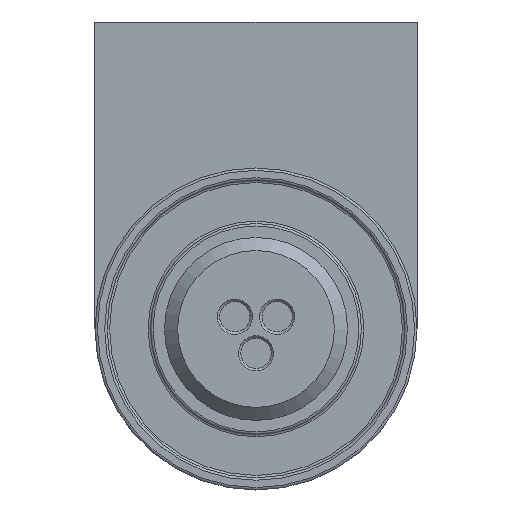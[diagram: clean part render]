
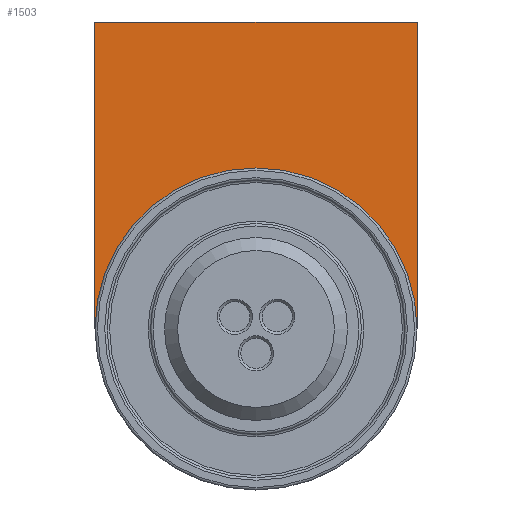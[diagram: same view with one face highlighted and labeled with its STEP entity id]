
A CAD part, front view. The second image highlights one B-rep face of the part: STEP entity #1503.
In plain terms, the highlighted planar face has unit normal (0, -1, 0).
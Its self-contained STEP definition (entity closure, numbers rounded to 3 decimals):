
#104=PLANE('',#1651);
#163=FACE_OUTER_BOUND('',#257,.T.);
#257=EDGE_LOOP('',(#1091,#1092,#1093,#1094,#1095));
#339=LINE('',#2244,#434);
#358=LINE('',#2617,#453);
#359=LINE('',#2618,#454);
#434=VECTOR('',#1869,1000.);
#453=VECTOR('',#1896,1000.);
#454=VECTOR('',#1897,1000.);
#554=CIRCLE('',#1643,8.382);
#556=CIRCLE('',#1645,8.382);
#636=VERTEX_POINT('',#2224);
#637=VERTEX_POINT('',#2226);
#640=VERTEX_POINT('',#2232);
#644=VERTEX_POINT('',#2241);
#645=VERTEX_POINT('',#2243);
#796=EDGE_CURVE('',#637,#636,#554,.T.);
#800=EDGE_CURVE('',#636,#640,#556,.T.);
#804=EDGE_CURVE('',#644,#645,#339,.T.);
#845=EDGE_CURVE('',#644,#637,#358,.T.);
#846=EDGE_CURVE('',#645,#640,#359,.T.);
#1091=ORIENTED_EDGE('',*,*,#845,.T.);
#1092=ORIENTED_EDGE('',*,*,#796,.T.);
#1093=ORIENTED_EDGE('',*,*,#800,.T.);
#1094=ORIENTED_EDGE('',*,*,#846,.F.);
#1095=ORIENTED_EDGE('',*,*,#804,.F.);
#1503=ADVANCED_FACE('',(#163),#104,.F.);
#1643=AXIS2_PLACEMENT_3D('',#2227,#1855,#1856);
#1645=AXIS2_PLACEMENT_3D('',#2234,#1861,#1862);
#1651=AXIS2_PLACEMENT_3D('',#2616,#1894,#1895);
#1855=DIRECTION('center_axis',(0.,1.,0.));
#1856=DIRECTION('ref_axis',(-1.,0.,0.));
#1861=DIRECTION('center_axis',(0.,1.,0.));
#1862=DIRECTION('ref_axis',(-1.,0.,0.));
#1869=DIRECTION('',(1.,0.,0.));
#1894=DIRECTION('center_axis',(0.,1.,0.));
#1895=DIRECTION('ref_axis',(-1.,0.,0.));
#1896=DIRECTION('',(0.,0.,-1.));
#1897=DIRECTION('',(0.,0.,-1.));
#2224=CARTESIAN_POINT('',(0.,15.608,8.382));
#2226=CARTESIAN_POINT('',(-8.382,15.608,0.));
#2227=CARTESIAN_POINT('Origin',(0.,15.608,0.));
#2232=CARTESIAN_POINT('',(8.382,15.608,0.));
#2234=CARTESIAN_POINT('Origin',(0.,15.608,0.));
#2241=CARTESIAN_POINT('',(-8.382,15.608,15.977));
#2243=CARTESIAN_POINT('',(8.382,15.608,15.977));
#2244=CARTESIAN_POINT('',(8.382,15.608,15.977));
#2616=CARTESIAN_POINT('Origin',(8.382,15.608,15.977));
#2617=CARTESIAN_POINT('',(-8.382,15.608,15.977));
#2618=CARTESIAN_POINT('',(8.382,15.608,15.977));
